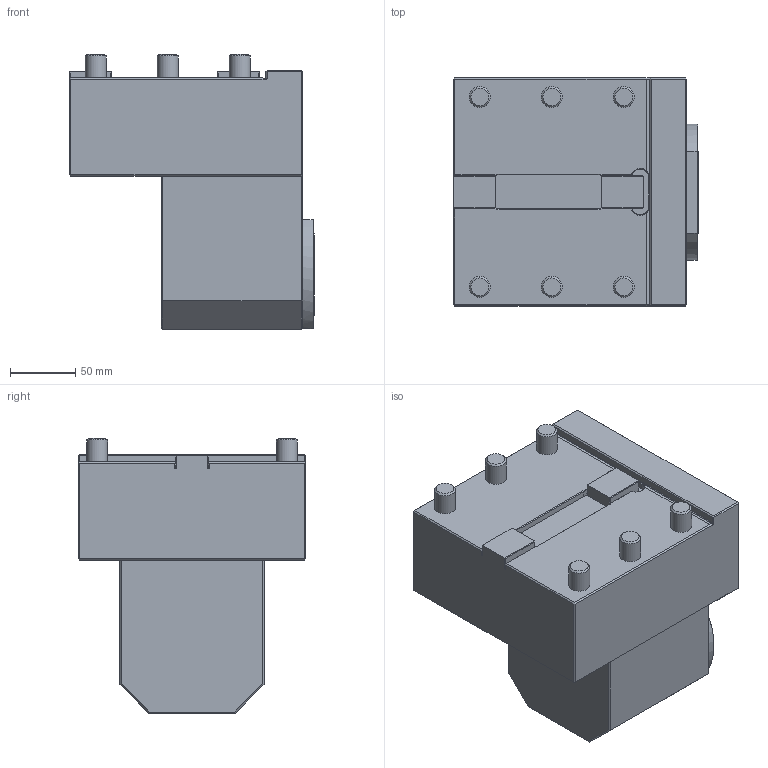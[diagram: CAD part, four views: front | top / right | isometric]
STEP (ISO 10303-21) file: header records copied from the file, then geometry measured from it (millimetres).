
FILE_DESCRIPTION(/* description */ (''),/* implementation_level */ '2;1');
FILE_NAME(/* name */ '1617017908958.stp',/* time_stamp */ '2021-03-29T13:38:36+02:00',/* author */ (''),/* organization */ ('SMS'),/* preprocessor_version */ 'ST-DEVELOPER v16.7',/* originating_system */ 'SIEMENS PLM Software NX 12.0',/* authorisation */ '');
FILE_SCHEMA (('AUTOMOTIVE_DESIGN { 1 0 10303 214 3 1 1 1 }'));
Length unit declared in the file: millimetre
Products named in the file (1): 203453866mod000_00
Bounding box: 187 x 174 x 210.29 mm (x, y, z)
Volume: 3717864.4 mm3; surface area: 179232.9 mm2
Topology: 1 solids, 1 shells, 162 faces, 378 edges, 227 vertices
Faces by surface type: plane 124, cylinder 18, cone 16, bspline 3, sphere 1
Full cylindrical faces by diameter (mm): 4 x1, 16 x6, 48.5 x1, 63 x1
Entity records: 4735 total; most frequent: CARTESIAN_POINT 1122, DIRECTION 721, ORIENTED_EDGE 708, EDGE_CURVE 354, LINE 261, VECTOR 261, AXIS2_PLACEMENT_3D 230, VERTEX_POINT 217
